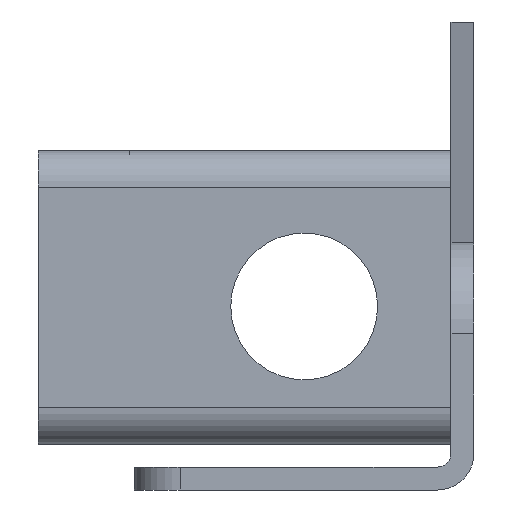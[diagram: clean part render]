
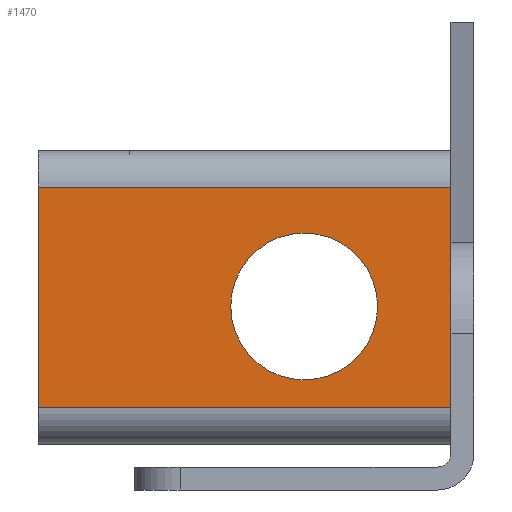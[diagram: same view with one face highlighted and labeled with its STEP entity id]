
A CAD part, left-side view. The second image highlights one B-rep face of the part: STEP entity #1470.
In plain terms, the highlighted planar face has unit normal (-1, 0, 0).
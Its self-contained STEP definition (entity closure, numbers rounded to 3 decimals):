
#427=DIRECTION('',(0.,1.,0.));
#428=VECTOR('',#427,45.);
#429=CARTESIAN_POINT('',(-66.,2.5,7.504));
#430=LINE('',#429,#428);
#431=DIRECTION('',(0.,0.,1.));
#432=VECTOR('',#431,24.);
#433=CARTESIAN_POINT('',(-66.,47.5,-16.496));
#434=LINE('',#433,#432);
#435=DIRECTION('',(0.,0.,-1.));
#436=VECTOR('',#435,24.);
#437=CARTESIAN_POINT('',(-66.,2.5,7.504));
#438=LINE('',#437,#436);
#439=DIRECTION('',(0.,1.,0.));
#440=VECTOR('',#439,45.);
#441=CARTESIAN_POINT('',(-66.,2.5,-16.496));
#442=LINE('',#441,#440);
#443=CARTESIAN_POINT('',(-66.,18.5,-5.496));
#444=DIRECTION('',(1.,0.,0.));
#445=DIRECTION('',(0.,1.,0.));
#446=AXIS2_PLACEMENT_3D('',#443,#444,#445);
#448=CARTESIAN_POINT('',(-66.,18.5,-5.496));
#449=DIRECTION('',(1.,0.,0.));
#450=DIRECTION('',(0.,-1.,0.));
#451=AXIS2_PLACEMENT_3D('',#448,#449,#450);
#798=CARTESIAN_POINT('',(-66.,47.5,-16.496));
#800=VERTEX_POINT('',#798);
#801=CARTESIAN_POINT('',(-66.,47.5,7.504));
#803=VERTEX_POINT('',#801);
#846=CARTESIAN_POINT('',(-66.,2.5,-16.496));
#848=VERTEX_POINT('',#846);
#849=CARTESIAN_POINT('',(-66.,2.5,7.504));
#851=VERTEX_POINT('',#849);
#893=CARTESIAN_POINT('',(-66.,26.5,-5.496));
#894=CARTESIAN_POINT('',(-66.,10.5,-5.496));
#895=VERTEX_POINT('',#893);
#896=VERTEX_POINT('',#894);
#1452=CARTESIAN_POINT('',(-66.,2.5,-16.496));
#1453=DIRECTION('',(-1.,0.,0.));
#1454=DIRECTION('',(0.,0.,1.));
#1455=AXIS2_PLACEMENT_3D('',#1452,#1453,#1454);
#1456=PLANE('',#1455);
#1458=ORIENTED_EDGE('',*,*,#1457,.T.);
#1459=ORIENTED_EDGE('',*,*,#1444,.F.);
#1460=ORIENTED_EDGE('',*,*,#1228,.T.);
#1461=ORIENTED_EDGE('',*,*,#1289,.T.);
#1462=EDGE_LOOP('',(#1458,#1459,#1460,#1461));
#1463=FACE_OUTER_BOUND('',#1462,.F.);
#1465=ORIENTED_EDGE('',*,*,#1464,.F.);
#1467=ORIENTED_EDGE('',*,*,#1466,.F.);
#1468=EDGE_LOOP('',(#1465,#1467));
#1469=FACE_BOUND('',#1468,.F.);
#1470=ADVANCED_FACE('',(#1463,#1469),#1456,.T.);
#447=CIRCLE('',#446,8.);
#452=CIRCLE('',#451,8.);
#1228=EDGE_CURVE('',#851,#848,#438,.T.);
#1289=EDGE_CURVE('',#848,#800,#442,.T.);
#1444=EDGE_CURVE('',#851,#803,#430,.T.);
#1457=EDGE_CURVE('',#800,#803,#434,.T.);
#1464=EDGE_CURVE('',#895,#896,#447,.T.);
#1466=EDGE_CURVE('',#896,#895,#452,.T.);
